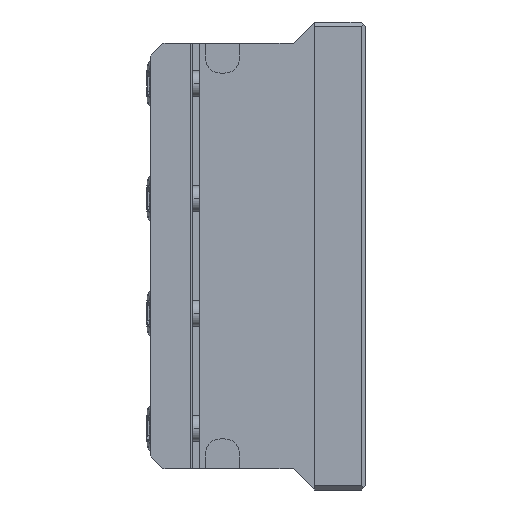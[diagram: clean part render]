
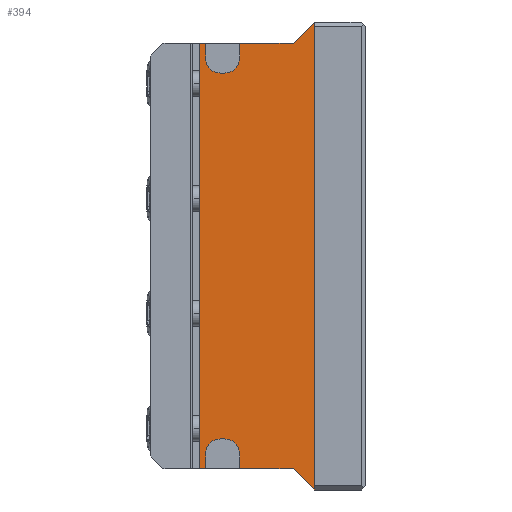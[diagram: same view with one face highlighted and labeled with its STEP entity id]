
A CAD part, left-side view. The second image highlights one B-rep face of the part: STEP entity #394.
In plain terms, the highlighted planar face has unit normal (-1, 0, 0).
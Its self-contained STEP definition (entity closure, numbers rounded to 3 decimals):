
#246=CIRCLE('',#3378,3.5);
#247=CIRCLE('',#3379,3.5);
#248=CIRCLE('',#3380,3.5);
#249=CIRCLE('',#3381,3.5);
#394=ADVANCED_FACE('',(#673),#572,.F.);
#572=PLANE('',#3382);
#673=FACE_OUTER_BOUND('',#839,.T.);
#839=EDGE_LOOP('',(#1178,#1179,#1180,#1181,#1182,#1183,#1184,#1185,#1186,
#1187,#1188,#1189,#1190,#1191,#1192,#1193,#1194,#1195,#1196,#1197));
#1178=ORIENTED_EDGE('',*,*,#2295,.F.);
#1179=ORIENTED_EDGE('',*,*,#2286,.F.);
#1180=ORIENTED_EDGE('',*,*,#2284,.F.);
#1181=ORIENTED_EDGE('',*,*,#2263,.F.);
#1182=ORIENTED_EDGE('',*,*,#2257,.F.);
#1183=ORIENTED_EDGE('',*,*,#2305,.F.);
#1184=ORIENTED_EDGE('',*,*,#2306,.T.);
#1185=ORIENTED_EDGE('',*,*,#2307,.T.);
#1186=ORIENTED_EDGE('',*,*,#2308,.F.);
#1187=ORIENTED_EDGE('',*,*,#2309,.T.);
#1188=ORIENTED_EDGE('',*,*,#2310,.F.);
#1189=ORIENTED_EDGE('',*,*,#2311,.T.);
#1190=ORIENTED_EDGE('',*,*,#2312,.T.);
#1191=ORIENTED_EDGE('',*,*,#2313,.T.);
#1192=ORIENTED_EDGE('',*,*,#2292,.F.);
#1193=ORIENTED_EDGE('',*,*,#2304,.F.);
#1194=ORIENTED_EDGE('',*,*,#2314,.F.);
#1195=ORIENTED_EDGE('',*,*,#2315,.T.);
#1196=ORIENTED_EDGE('',*,*,#2316,.F.);
#1197=ORIENTED_EDGE('',*,*,#2317,.T.);
#1951=VERTEX_POINT('',#4865);
#1952=VERTEX_POINT('',#4867);
#1956=VERTEX_POINT('',#4879);
#1971=VERTEX_POINT('',#4920);
#1972=VERTEX_POINT('',#4924);
#1975=VERTEX_POINT('',#4935);
#1976=VERTEX_POINT('',#4937);
#1978=VERTEX_POINT('',#4942);
#1984=VERTEX_POINT('',#4958);
#1985=VERTEX_POINT('',#4962);
#1986=VERTEX_POINT('',#4964);
#1987=VERTEX_POINT('',#4966);
#1988=VERTEX_POINT('',#4968);
#1989=VERTEX_POINT('',#4970);
#1990=VERTEX_POINT('',#4972);
#1991=VERTEX_POINT('',#4974);
#1992=VERTEX_POINT('',#4976);
#1993=VERTEX_POINT('',#4979);
#1994=VERTEX_POINT('',#4981);
#1995=VERTEX_POINT('',#4983);
#2257=EDGE_CURVE('',#1951,#1952,#2695,.T.);
#2263=EDGE_CURVE('',#1952,#1956,#2701,.T.);
#2284=EDGE_CURVE('',#1956,#1971,#2714,.T.);
#2286=EDGE_CURVE('',#1971,#1972,#2716,.T.);
#2292=EDGE_CURVE('',#1975,#1976,#2722,.T.);
#2295=EDGE_CURVE('',#1972,#1978,#2725,.T.);
#2304=EDGE_CURVE('',#1984,#1975,#2732,.T.);
#2305=EDGE_CURVE('',#1985,#1951,#2733,.T.);
#2306=EDGE_CURVE('',#1985,#1986,#2734,.T.);
#2307=EDGE_CURVE('',#1986,#1987,#2735,.T.);
#2308=EDGE_CURVE('',#1988,#1987,#246,.T.);
#2309=EDGE_CURVE('',#1988,#1989,#2736,.T.);
#2310=EDGE_CURVE('',#1990,#1989,#247,.T.);
#2311=EDGE_CURVE('',#1990,#1991,#2737,.T.);
#2312=EDGE_CURVE('',#1991,#1992,#2738,.T.);
#2313=EDGE_CURVE('',#1992,#1976,#2739,.T.);
#2314=EDGE_CURVE('',#1993,#1984,#248,.T.);
#2315=EDGE_CURVE('',#1993,#1994,#2740,.T.);
#2316=EDGE_CURVE('',#1995,#1994,#249,.T.);
#2317=EDGE_CURVE('',#1995,#1978,#2741,.T.);
#2695=LINE('',#4866,#2971);
#2701=LINE('',#4878,#2977);
#2714=LINE('',#4919,#2990);
#2716=LINE('',#4923,#2992);
#2722=LINE('',#4936,#2998);
#2725=LINE('',#4941,#3001);
#2732=LINE('',#4959,#3008);
#2733=LINE('',#4961,#3009);
#2734=LINE('',#4963,#3010);
#2735=LINE('',#4965,#3011);
#2736=LINE('',#4969,#3012);
#2737=LINE('',#4973,#3013);
#2738=LINE('',#4975,#3014);
#2739=LINE('',#4977,#3015);
#2740=LINE('',#4980,#3016);
#2741=LINE('',#4984,#3017);
#2971=VECTOR('',#3816,1.);
#2977=VECTOR('',#3826,1.);
#2990=VECTOR('',#3865,1.);
#2992=VECTOR('',#3869,1.);
#2998=VECTOR('',#3881,1.);
#3001=VECTOR('',#3884,1.);
#3008=VECTOR('',#3899,1.);
#3009=VECTOR('',#3902,1.);
#3010=VECTOR('',#3903,1.);
#3011=VECTOR('',#3904,1.);
#3012=VECTOR('',#3907,1.);
#3013=VECTOR('',#3910,1.);
#3014=VECTOR('',#3911,1.);
#3015=VECTOR('',#3912,1.);
#3016=VECTOR('',#3915,1.);
#3017=VECTOR('',#3918,1.);
#3378=AXIS2_PLACEMENT_3D('',#4967,#3905,#3906);
#3379=AXIS2_PLACEMENT_3D('',#4971,#3908,#3909);
#3380=AXIS2_PLACEMENT_3D('',#4978,#3913,#3914);
#3381=AXIS2_PLACEMENT_3D('',#4982,#3916,#3917);
#3382=AXIS2_PLACEMENT_3D('',#4985,#3919,#3920);
#3816=DIRECTION('',(0.,-1.,0.));
#3826=DIRECTION('',(0.,0.,-1.));
#3865=DIRECTION('',(0.,1.,0.));
#3869=DIRECTION('',(0.,0.707,0.707));
#3881=DIRECTION('',(0.,1.,0.));
#3884=DIRECTION('',(0.,1.,0.));
#3899=DIRECTION('',(0.,0.,-1.));
#3902=DIRECTION('',(0.,-0.707,0.707));
#3903=DIRECTION('',(0.,1.,0.));
#3904=DIRECTION('',(0.,0.,-1.));
#3905=DIRECTION('',(-1.,0.,0.));
#3906=DIRECTION('',(0.,0.,-1.));
#3907=DIRECTION('',(0.,1.,0.));
#3908=DIRECTION('',(-1.,0.,0.));
#3909=DIRECTION('',(0.,1.,0.));
#3910=DIRECTION('',(0.,0.,1.));
#3911=DIRECTION('',(0.,1.,0.));
#3912=DIRECTION('',(0.,0.,-1.));
#3913=DIRECTION('',(-1.,0.,0.));
#3914=DIRECTION('',(0.,0.,1.));
#3915=DIRECTION('',(0.,-1.,0.));
#3916=DIRECTION('',(-1.,0.,0.));
#3917=DIRECTION('',(0.,-1.,0.));
#3918=DIRECTION('',(0.,0.,-1.));
#3919=DIRECTION('',(1.,0.,0.));
#3920=DIRECTION('',(0.,1.,0.));
#4865=CARTESIAN_POINT('',(-39.5,1.4,6.));
#4866=CARTESIAN_POINT('',(-39.5,1.4,6.));
#4867=CARTESIAN_POINT('',(-39.5,0.,6.));
#4878=CARTESIAN_POINT('',(-39.5,0.,6.));
#4879=CARTESIAN_POINT('',(-39.5,0.,-104.));
#4919=CARTESIAN_POINT('',(-39.5,0.,-104.));
#4920=CARTESIAN_POINT('',(-39.5,1.4,-104.));
#4923=CARTESIAN_POINT('',(-39.5,1.4,-104.));
#4924=CARTESIAN_POINT('',(-39.5,6.4,-99.));
#4935=CARTESIAN_POINT('',(-39.5,27.,-99.));
#4936=CARTESIAN_POINT('',(-39.5,27.,-99.));
#4937=CARTESIAN_POINT('',(-39.5,28.5,-99.));
#4941=CARTESIAN_POINT('',(-39.5,6.4,-99.));
#4942=CARTESIAN_POINT('',(-39.5,19.,-99.));
#4958=CARTESIAN_POINT('',(-39.5,27.,-95.5));
#4959=CARTESIAN_POINT('',(-39.5,27.,-95.5));
#4961=CARTESIAN_POINT('',(-39.5,6.4,1.));
#4962=CARTESIAN_POINT('',(-39.5,6.4,1.));
#4963=CARTESIAN_POINT('',(-39.5,6.4,1.));
#4964=CARTESIAN_POINT('',(-39.5,19.,1.));
#4965=CARTESIAN_POINT('',(-39.5,19.,1.));
#4966=CARTESIAN_POINT('',(-39.5,19.,-2.5));
#4967=CARTESIAN_POINT('',(-39.5,22.5,-2.5));
#4968=CARTESIAN_POINT('',(-39.5,22.5,-6.));
#4969=CARTESIAN_POINT('',(-39.5,22.5,-6.));
#4970=CARTESIAN_POINT('',(-39.5,23.5,-6.));
#4971=CARTESIAN_POINT('',(-39.5,23.5,-2.5));
#4972=CARTESIAN_POINT('',(-39.5,27.,-2.5));
#4973=CARTESIAN_POINT('',(-39.5,27.,-2.5));
#4974=CARTESIAN_POINT('',(-39.5,27.,1.));
#4975=CARTESIAN_POINT('',(-39.5,27.,1.));
#4976=CARTESIAN_POINT('',(-39.5,28.5,1.));
#4977=CARTESIAN_POINT('',(-39.5,28.5,1.));
#4978=CARTESIAN_POINT('',(-39.5,23.5,-95.5));
#4979=CARTESIAN_POINT('',(-39.5,23.5,-92.));
#4980=CARTESIAN_POINT('',(-39.5,23.5,-92.));
#4981=CARTESIAN_POINT('',(-39.5,22.5,-92.));
#4982=CARTESIAN_POINT('',(-39.5,22.5,-95.5));
#4983=CARTESIAN_POINT('',(-39.5,19.,-95.5));
#4984=CARTESIAN_POINT('',(-39.5,19.,-95.5));
#4985=CARTESIAN_POINT('',(-39.5,14.25,-49.));
